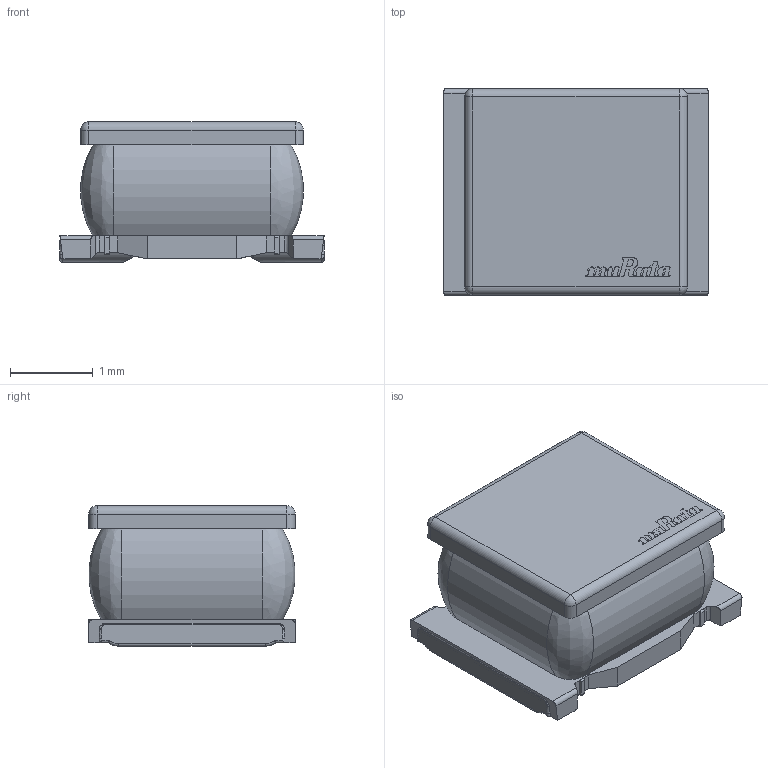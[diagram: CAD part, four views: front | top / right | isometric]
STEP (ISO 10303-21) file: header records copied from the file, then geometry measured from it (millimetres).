
FILE_DESCRIPTION(/* description */ (''),/* implementation_level */ '2;1');
FILE_NAME(/* name */ '2.stp',/* time_stamp */ '2020-09-03T19:30:30+02:00',/* author */ ('k'),/* organization */ (''),/* preprocessor_version */ 'ST-DEVELOPER v15.6',/* originating_system */ 'Autodesk Inventor 2015',/* authorisation */ '');
FILE_SCHEMA (('AUTOMOTIVE_DESIGN { 1 0 10303 214 3 1 1 }'));
Products named in the file (7): 1; 2; 3; 4; Murata Logo 3
Bounding box: 3.2 x 2.5 x 1.7 mm (x, y, z)
Volume: 10.9 mm3; surface area: 67.6 mm2
Topology: 8 solids, 8 shells, 322 faces, 878 edges, 572 vertices
Faces by surface type: plane 161, cylinder 136, bspline 12, torus 9, sphere 4
Entity records: 10687 total; most frequent: CARTESIAN_POINT 2126, DIRECTION 1809, ORIENTED_EDGE 1756, EDGE_CURVE 878, AXIS2_PLACEMENT_3D 631, VERTEX_POINT 572, LINE 547, VECTOR 547
